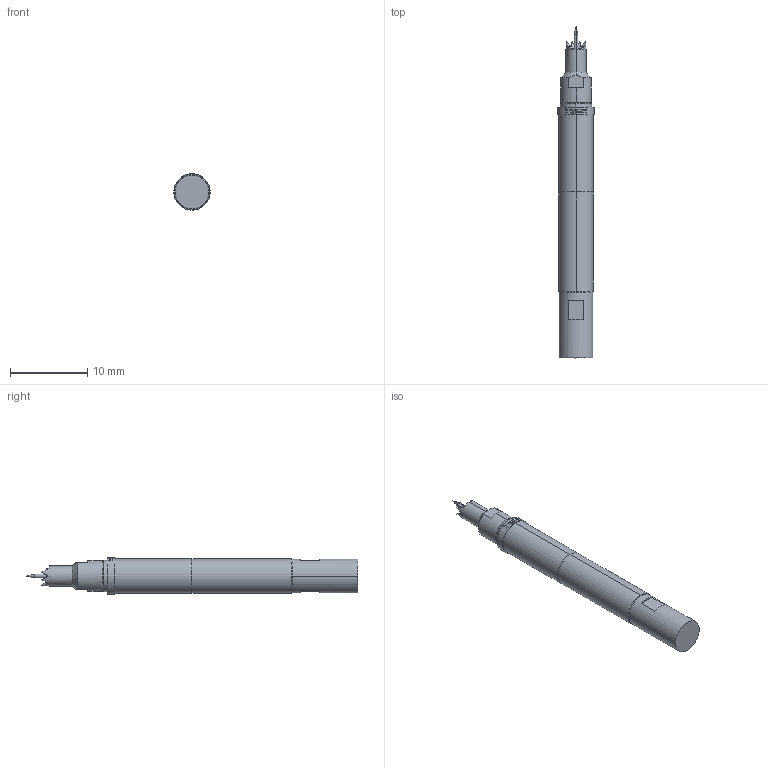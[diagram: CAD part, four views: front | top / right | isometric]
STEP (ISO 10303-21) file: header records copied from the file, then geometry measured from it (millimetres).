
FILE_DESCRIPTION (( 'STEP AP203' ), '1' );
FILE_NAME ('INGUN_HFS-8x0_201_051_A_xx06_S.STEP', '2020-10-12T11:16:58', ( '' ), ( '' ), 'SwSTEP 2.0', 'SolidWorks 2018', '' );
FILE_SCHEMA (( 'CONFIG_CONTROL_DESIGN' ));
Length unit declared in the file: millimetre
Products named in the file (1): INGUN_HFS-8x0_201_051_A_xx06_S
Bounding box: 4.7 x 43 x 4.7 mm (x, y, z)
Volume: 577.2 mm3; surface area: 582.8 mm2
Topology: 1 solids, 1 shells, 137 faces, 347 edges, 224 vertices
Faces by surface type: plane 63, bspline 35, cylinder 28, cone 11
Entity records: 5118 total; most frequent: CARTESIAN_POINT 2277, ORIENTED_EDGE 690, DIRECTION 383, EDGE_CURVE 345, VERTEX_POINT 224, B_SPLINE_CURVE_WITH_KNOTS 199, AXIS2_PLACEMENT_3D 160, EDGE_LOOP 151
